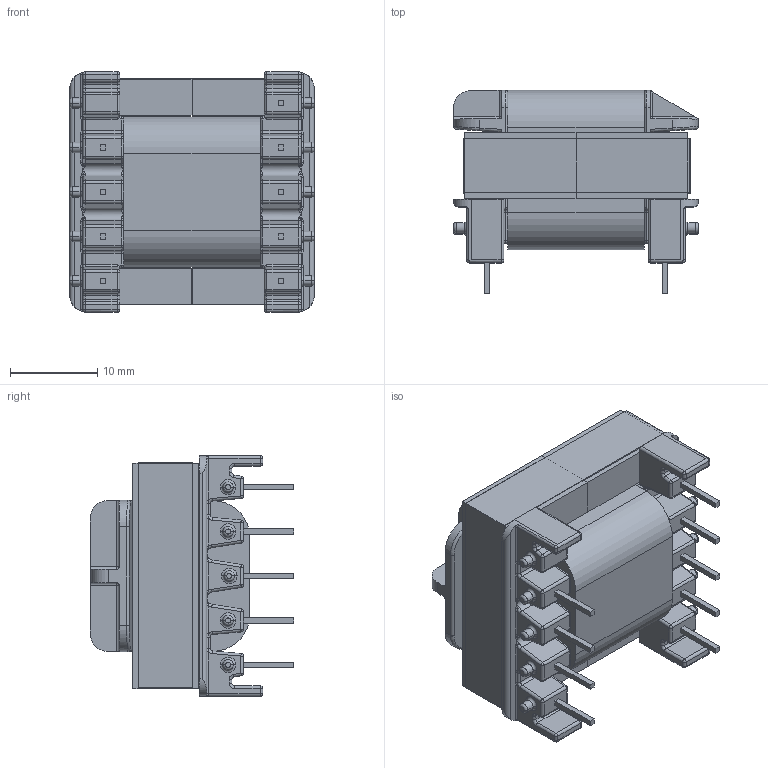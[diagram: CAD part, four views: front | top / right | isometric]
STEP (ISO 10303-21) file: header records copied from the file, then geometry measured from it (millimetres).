
FILE_DESCRIPTION (( 'STEP AP214' ), '1' );
FILE_NAME ('EE25-13-7_2607_MP10.STEP', '2021-08-10T14:08:47', ( '' ), ( '' ), 'SwSTEP 2.0', 'SolidWorks 2017', '' );
FILE_SCHEMA (( 'AUTOMOTIVE_DESIGN' ));
Length unit declared in the file: millimetre
Products named in the file (5): 440-9988-2108; 070-2607_6F; EE25-13-7_2607_MP10; 150-2108_6A; 070-2607_coil
Assembly tree (5 placements, depth 2):
  EE25-13-7_2607_MP10
    070-2607_6F
    070-2607_coil
    150-2108_6A  x2
    440-9988-2108
Bounding box: 28 x 23.22 x 27.5 mm (x, y, z)
Volume: 9011.5 mm3; surface area: 9688.4 mm2
Topology: 5 solids, 5 shells, 655 faces, 1584 edges, 868 vertices
Faces by surface type: cylinder 241, plane 210, torus 96, sphere 64, bspline 44
Entity records: 20045 total; most frequent: CARTESIAN_POINT 4653, DIRECTION 3200, ORIENTED_EDGE 2920, EDGE_CURVE 1460, AXIS2_PLACEMENT_3D 1239, VERTEX_POINT 844, VECTOR 722, LINE 722
